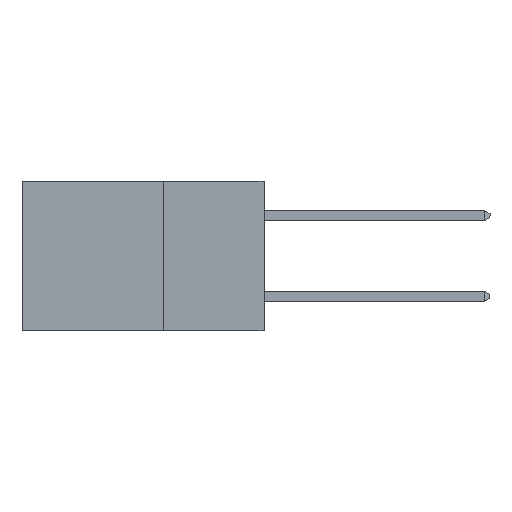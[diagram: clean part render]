
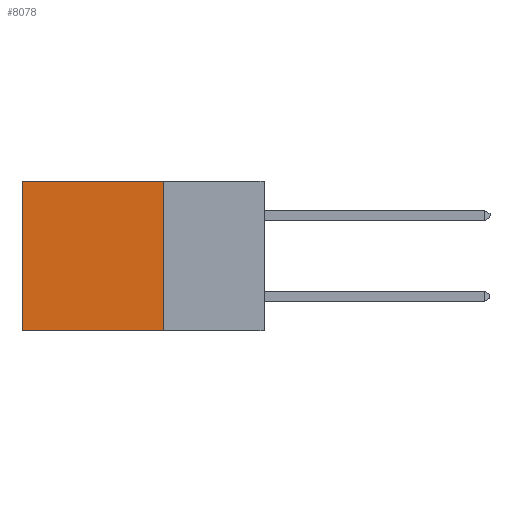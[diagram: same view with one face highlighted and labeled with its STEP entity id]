
A CAD part, left-side view. The second image highlights one B-rep face of the part: STEP entity #8078.
In plain terms, the highlighted planar face has unit normal (-1, 0, 0).
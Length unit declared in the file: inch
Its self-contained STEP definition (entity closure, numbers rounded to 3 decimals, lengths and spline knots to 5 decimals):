
#354 = VERTEX_POINT ( 'NONE', #3153 ) ;
#886 = ORIENTED_EDGE ( 'NONE', *, *, #8385, .F. ) ;
#1948 = AXIS2_PLACEMENT_3D ( 'NONE', #2905, #12231, #4226 ) ;
#2191 = DIRECTION ( 'NONE',  ( 0., 0., -1. ) ) ;
#2472 = LINE ( 'NONE', #8925, #6497 ) ;
#2905 = CARTESIAN_POINT ( 'NONE',  ( 0.298, 0.25, 0. ) ) ;
#3153 = CARTESIAN_POINT ( 'NONE',  ( 0.298, 0.6, -0.37 ) ) ;
#3343 = VECTOR ( 'NONE', #15079, 39.37008 ) ;
#3580 = ORIENTED_EDGE ( 'NONE', *, *, #9857, .T. ) ;
#4226 = DIRECTION ( 'NONE',  ( 0., 0., -1. ) ) ;
#5877 = CARTESIAN_POINT ( 'NONE',  ( 0.298, 0.6, 0. ) ) ;
#5999 = ORIENTED_EDGE ( 'NONE', *, *, #6129, .F. ) ;
#6129 = EDGE_CURVE ( 'NONE', #10443, #354, #13933, .T. ) ;
#6497 = VECTOR ( 'NONE', #2191, 39.37008 ) ;
#7320 = FACE_OUTER_BOUND ( 'NONE', #9772, .T. ) ;
#7754 = DIRECTION ( 'NONE',  ( 0., 1., 0. ) ) ;
#8035 = LINE ( 'NONE', #5877, #14562 ) ;
#8078 = ADVANCED_FACE ( 'NONE', ( #7320 ), #10941, .F. ) ;
#8332 = LINE ( 'NONE', #9114, #10578 ) ;
#8385 = EDGE_CURVE ( 'NONE', #9667, #10443, #2472, .T. ) ;
#8398 = ORIENTED_EDGE ( 'NONE', *, *, #15758, .T. ) ;
#8676 = CARTESIAN_POINT ( 'NONE',  ( 0.298, 0.25, -0.37 ) ) ;
#8925 = CARTESIAN_POINT ( 'NONE',  ( 0.298, 0.25, 0. ) ) ;
#8971 = VERTEX_POINT ( 'NONE', #16393 ) ;
#9114 = CARTESIAN_POINT ( 'NONE',  ( 0.298, 0.25, 0. ) ) ;
#9667 = VERTEX_POINT ( 'NONE', #10035 ) ;
#9772 = EDGE_LOOP ( 'NONE', ( #8398, #5999, #886, #3580 ) ) ;
#9857 = EDGE_CURVE ( 'NONE', #9667, #8971, #8332, .T. ) ;
#10035 = CARTESIAN_POINT ( 'NONE',  ( 0.298, 0.25, 0. ) ) ;
#10443 = VERTEX_POINT ( 'NONE', #8676 ) ;
#10578 = VECTOR ( 'NONE', #7754, 39.37008 ) ;
#10941 = PLANE ( 'NONE',  #1948 ) ;
#12231 = DIRECTION ( 'NONE',  ( 1., 0., 0. ) ) ;
#13809 = CARTESIAN_POINT ( 'NONE',  ( 0.298, 0.25, -0.37 ) ) ;
#13933 = LINE ( 'NONE', #13809, #3343 ) ;
#14562 = VECTOR ( 'NONE', #16324, 39.37008 ) ;
#15079 = DIRECTION ( 'NONE',  ( 0., 1., 0. ) ) ;
#15758 = EDGE_CURVE ( 'NONE', #8971, #354, #8035, .T. ) ;
#16324 = DIRECTION ( 'NONE',  ( 0., 0., -1. ) ) ;
#16393 = CARTESIAN_POINT ( 'NONE',  ( 0.298, 0.6, 0. ) ) ;
